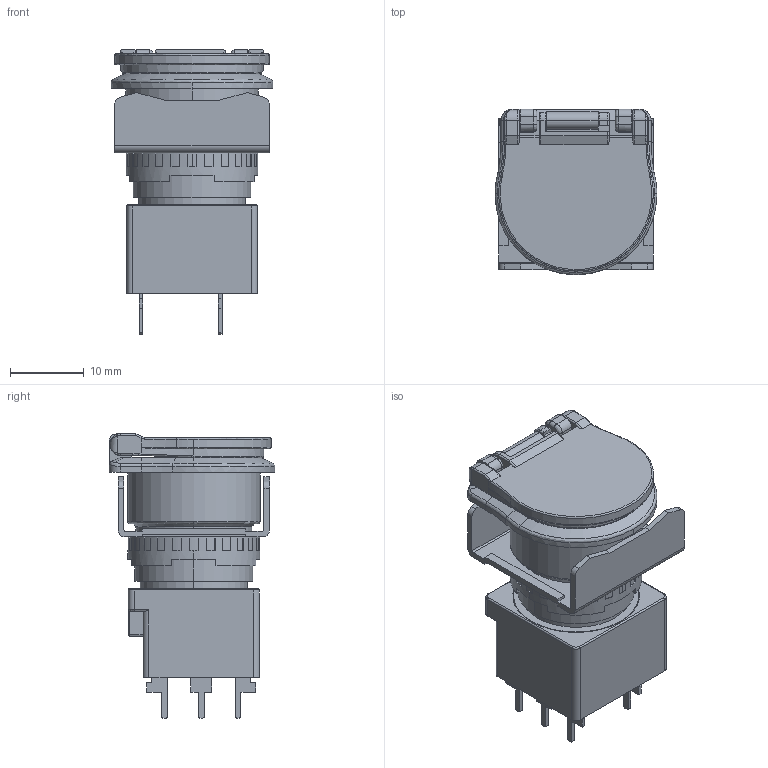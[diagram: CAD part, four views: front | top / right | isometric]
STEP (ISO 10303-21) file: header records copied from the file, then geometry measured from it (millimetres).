
FILE_DESCRIPTION (( 'STEP AP214' ), '1' );
FILE_NAME ('296_LB6GB-[M][A]1TxV$.STEP', '2020-09-25T02:31:52', ( 'IDEC' ), ( 'IDEC' ), 'SwSTEP 2.0', 'SolidWorks 2019', '' );
FILE_SCHEMA (( 'AUTOMOTIVE_DESIGN' ));
Length unit declared in the file: millimetre
Products named in the file (5): LB-T2V; LB-FL-G-BODY-M; LB-FL-NUT-SET; LB-OPERATOR-M; 296_LB6GB-[M][A]1TxV$
Assembly tree (4 placements, depth 2):
  296_LB6GB-[M][A]1TxV$
    LB-FL-G-BODY-M
    LB-OPERATOR-M
    LB-T2V
    LB-FL-NUT-SET
Bounding box: 22 x 22.5 x 38.6 mm (x, y, z)
Volume: 8503.6 mm3; surface area: 7495 mm2
Topology: 4 solids, 4 shells, 614 faces, 1593 edges, 992 vertices
Faces by surface type: plane 290, cylinder 218, bspline 87, cone 19
Entity records: 22593 total; most frequent: CARTESIAN_POINT 7138, ORIENTED_EDGE 3166, DIRECTION 2918, EDGE_CURVE 1583, AXIS2_PLACEMENT_3D 993, VERTEX_POINT 992, VECTOR 932, LINE 932
